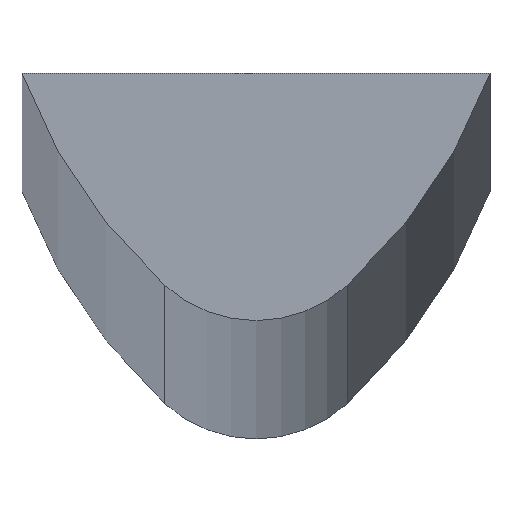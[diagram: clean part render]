
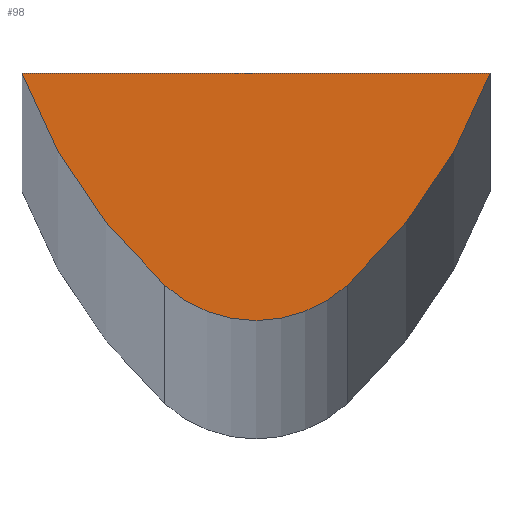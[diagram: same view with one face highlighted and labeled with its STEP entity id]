
A CAD part, top view. The second image highlights one B-rep face of the part: STEP entity #98.
In plain terms, the highlighted planar face has unit normal (0, 0, 1).
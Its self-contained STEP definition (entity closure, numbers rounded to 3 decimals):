
#15=PLANE('',#113);
#21=FACE_OUTER_BOUND('',#27,.T.);
#27=EDGE_LOOP('',(#83,#84,#85,#86));
#34=LINE('',#171,#40);
#40=VECTOR('',#142,13.8);
#42=CIRCLE('',#105,16.001);
#44=CIRCLE('',#108,4.);
#46=CIRCLE('',#111,16.001);
#49=VERTEX_POINT('',#152);
#50=VERTEX_POINT('',#154);
#52=VERTEX_POINT('',#160);
#54=VERTEX_POINT('',#166);
#57=EDGE_CURVE('',#50,#49,#42,.T.);
#60=EDGE_CURVE('',#52,#50,#44,.T.);
#63=EDGE_CURVE('',#54,#52,#46,.T.);
#66=EDGE_CURVE('',#49,#54,#34,.T.);
#83=ORIENTED_EDGE('',*,*,#66,.T.);
#84=ORIENTED_EDGE('',*,*,#63,.T.);
#85=ORIENTED_EDGE('',*,*,#60,.T.);
#86=ORIENTED_EDGE('',*,*,#57,.T.);
#98=ADVANCED_FACE('',(#21),#15,.T.);
#105=AXIS2_PLACEMENT_3D('',#155,#122,#123);
#108=AXIS2_PLACEMENT_3D('',#161,#129,#130);
#111=AXIS2_PLACEMENT_3D('',#167,#136,#137);
#113=AXIS2_PLACEMENT_3D('',#172,#143,#144);
#122=DIRECTION('center_axis',(0.,0.,1.));
#123=DIRECTION('ref_axis',(0.675,-0.738,0.));
#129=DIRECTION('center_axis',(0.,0.,1.));
#130=DIRECTION('ref_axis',(-0.673,-0.74,0.));
#136=DIRECTION('center_axis',(0.,0.,1.));
#137=DIRECTION('ref_axis',(-0.938,-0.347,0.));
#142=DIRECTION('',(-1.,0.,0.));
#143=DIRECTION('center_axis',(0.,0.,1.));
#144=DIRECTION('ref_axis',(1.,0.,0.));
#152=CARTESIAN_POINT('',(13.8,0.,2000.));
#154=CARTESIAN_POINT('',(9.592,-6.259,2000.));
#155=CARTESIAN_POINT('Origin',(-1.209,5.547,2000.));
#160=CARTESIAN_POINT('',(4.208,-6.259,2000.));
#161=CARTESIAN_POINT('Origin',(6.9,-3.3,2000.));
#166=CARTESIAN_POINT('',(0.,0.,2000.));
#167=CARTESIAN_POINT('Origin',(15.009,5.547,2000.));
#171=CARTESIAN_POINT('',(13.8,0.,2000.));
#172=CARTESIAN_POINT('Origin',(6.9,-2.308,2000.));
